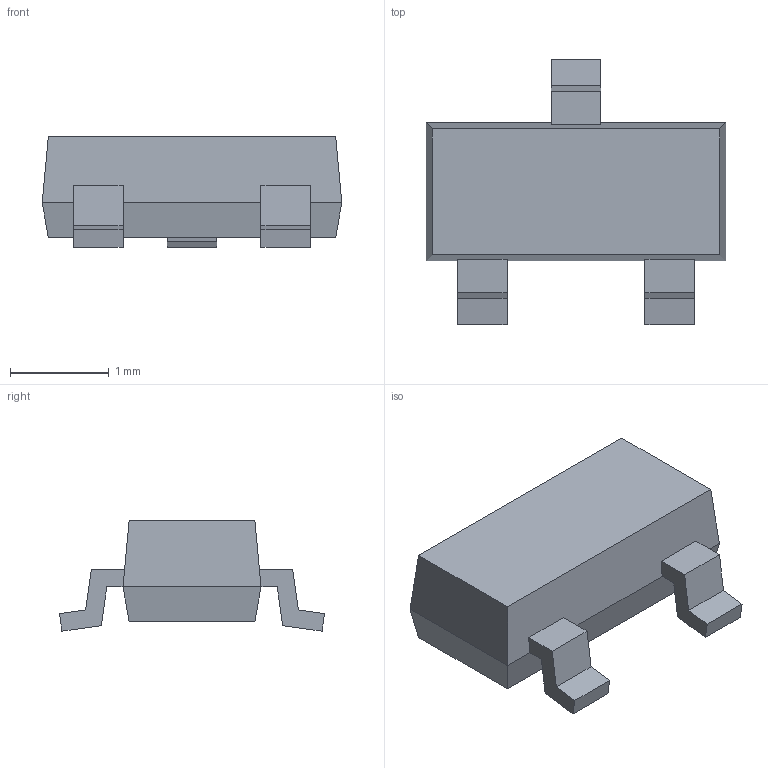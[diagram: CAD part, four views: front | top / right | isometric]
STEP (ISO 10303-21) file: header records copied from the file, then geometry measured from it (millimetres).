
FILE_DESCRIPTION( ( '' ), ' ' );
FILE_NAME( '5a8519473d5a1a0e2491885d.step', '2018-02-15T05:23:19', ( '' ), ( '' ), ' ', ' ', ' ' );
FILE_SCHEMA( ( 'AUTOMOTIVE_DESIGN { 1 0 10303 214 1 1 1 1 }' ) );
Length unit declared in the file: metre
Products named in the file (1): Open CASCADE STEP translator 6.8 1
Bounding box: 3.04 x 2.69 x 1.12 mm (x, y, z)
Volume: 4.3 mm3; surface area: 20.4 mm2
Topology: 1 solids, 1 shells, 37 faces, 95 edges, 60 vertices
Faces by surface type: plane 37
Entity records: 1876 total; most frequent: CARTESIAN_POINT 193, ORIENTED_EDGE 190, DIRECTION 171, STYLED_ITEM 132, PRESENTATION_STYLE_ASSIGNMENT 132, COLOUR_RGB 132, EDGE_CURVE 95, CURVE_STYLE 95
